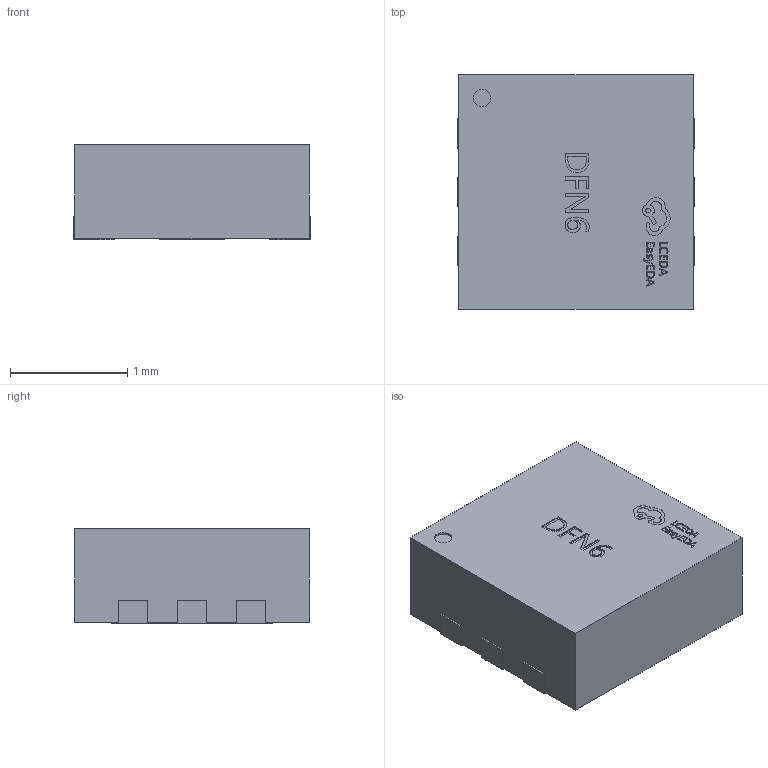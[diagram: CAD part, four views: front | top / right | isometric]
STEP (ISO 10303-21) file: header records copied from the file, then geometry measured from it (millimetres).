
FILE_DESCRIPTION (( 'STEP AP214' ), '1' );
FILE_NAME ('DFN-6_L2.0-W2.0-H0.8-P0.50.step', '2022-06-30T13:18:57', ( '' ), ( '' ), 'SwSTEP 2.0', 'SolidWorks 2020', '' );
FILE_SCHEMA (( 'AUTOMOTIVE_DESIGN' ));
Length unit declared in the file: millimetre
Products named in the file (1): DFN-6_L2.0-W2.0-H0.8-P0.50
Bounding box: 2.02 x 2 x 0.81 mm (x, y, z)
Surface area: 18.7 mm2
Topology: 8 solids, 8 shells, 450 faces, 1182 edges, 788 vertices
Faces by surface type: plane 296, bspline 146, cylinder 8
Entity records: 21697 total; most frequent: CARTESIAN_POINT 6519, ORIENTED_EDGE 2364, DIRECTION 1512, EDGE_CURVE 1182, LINE 870, VECTOR 870, VERTEX_POINT 788, EDGE_LOOP 490
